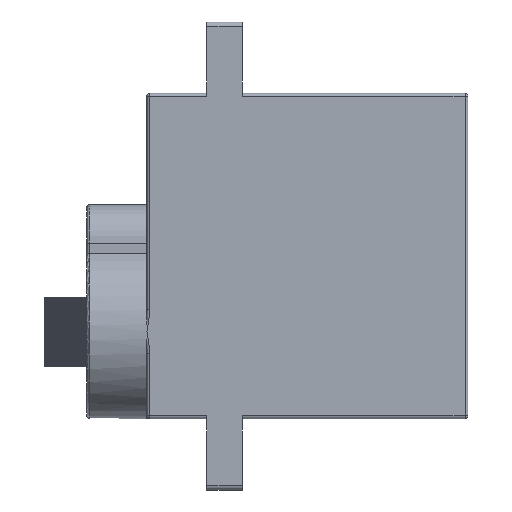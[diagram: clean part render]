
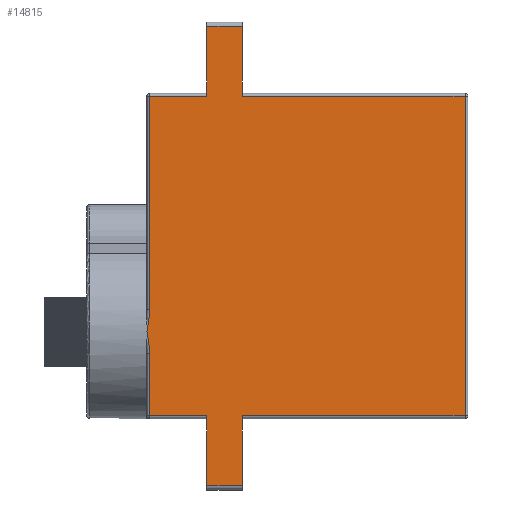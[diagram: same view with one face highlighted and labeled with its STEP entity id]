
A CAD part, left-side view. The second image highlights one B-rep face of the part: STEP entity #14815.
In plain terms, the highlighted planar face has unit normal (-1, 0, 0).
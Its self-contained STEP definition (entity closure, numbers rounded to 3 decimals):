
#33=B_SPLINE_CURVE_WITH_KNOTS('',3,(#27052,#27053,#27054,#27055,#27056,
#27057),.UNSPECIFIED.,.F.,.F.,(4,2,4),(-0.001,0.,0.155),
 .UNSPECIFIED.);
#34=B_SPLINE_CURVE_WITH_KNOTS('',3,(#27059,#27060,#27061,#27062,#27063,
#27064),.UNSPECIFIED.,.F.,.F.,(4,2,4),(0.3,0.456,
0.457),.UNSPECIFIED.);
#46=PLANE('',#17087);
#811=FACE_OUTER_BOUND('',#1606,.T.);
#1606=EDGE_LOOP('',(#13064,#13065,#13066,#13067,#13068,#13069,#13070,#13071,
#13072,#13073,#13074,#13075,#13076,#13077,#13078));
#2394=LINE('',#27017,#3207);
#2396=LINE('',#27023,#3209);
#2399=LINE('',#27034,#3212);
#2402=LINE('',#27040,#3215);
#2403=LINE('',#27042,#3216);
#2404=LINE('',#27044,#3217);
#2405=LINE('',#27046,#3218);
#2406=LINE('',#27048,#3219);
#2407=LINE('',#27050,#3220);
#2408=LINE('',#27066,#3221);
#2409=LINE('',#27068,#3222);
#2410=LINE('',#27070,#3223);
#2411=LINE('',#27071,#3224);
#3207=VECTOR('',#22317,10.);
#3209=VECTOR('',#22323,10.);
#3212=VECTOR('',#22334,10.);
#3215=VECTOR('',#22341,10.);
#3216=VECTOR('',#22342,10.);
#3217=VECTOR('',#22343,10.);
#3218=VECTOR('',#22344,10.);
#3219=VECTOR('',#22345,10.);
#3220=VECTOR('',#22346,10.);
#3221=VECTOR('',#22347,10.);
#3222=VECTOR('',#22348,10.);
#3223=VECTOR('',#22349,10.);
#3224=VECTOR('',#22350,10.);
#6245=VERTEX_POINT('',#26974);
#6251=VERTEX_POINT('',#26991);
#6258=VERTEX_POINT('',#27019);
#6263=VERTEX_POINT('',#27032);
#6264=VERTEX_POINT('',#27039);
#6265=VERTEX_POINT('',#27041);
#6266=VERTEX_POINT('',#27043);
#6267=VERTEX_POINT('',#27045);
#6268=VERTEX_POINT('',#27047);
#6269=VERTEX_POINT('',#27049);
#6270=VERTEX_POINT('',#27051);
#6271=VERTEX_POINT('',#27058);
#6272=VERTEX_POINT('',#27065);
#6273=VERTEX_POINT('',#27067);
#6274=VERTEX_POINT('',#27069);
#8534=EDGE_CURVE('',#6245,#6251,#2394,.T.);
#8537=EDGE_CURVE('',#6251,#6258,#2396,.T.);
#8542=EDGE_CURVE('',#6263,#6245,#2399,.T.);
#8545=EDGE_CURVE('',#6258,#6264,#2402,.T.);
#8546=EDGE_CURVE('',#6265,#6263,#2403,.T.);
#8547=EDGE_CURVE('',#6266,#6265,#2404,.T.);
#8548=EDGE_CURVE('',#6267,#6266,#2405,.T.);
#8549=EDGE_CURVE('',#6268,#6267,#2406,.T.);
#8550=EDGE_CURVE('',#6269,#6268,#2407,.T.);
#8551=EDGE_CURVE('',#6270,#6269,#33,.T.);
#8552=EDGE_CURVE('',#6271,#6270,#34,.T.);
#8553=EDGE_CURVE('',#6272,#6271,#2408,.T.);
#8554=EDGE_CURVE('',#6273,#6272,#2409,.T.);
#8555=EDGE_CURVE('',#6273,#6274,#2410,.T.);
#8556=EDGE_CURVE('',#6264,#6274,#2411,.T.);
#13064=ORIENTED_EDGE('',*,*,#8545,.F.);
#13065=ORIENTED_EDGE('',*,*,#8537,.F.);
#13066=ORIENTED_EDGE('',*,*,#8534,.F.);
#13067=ORIENTED_EDGE('',*,*,#8542,.F.);
#13068=ORIENTED_EDGE('',*,*,#8546,.F.);
#13069=ORIENTED_EDGE('',*,*,#8547,.F.);
#13070=ORIENTED_EDGE('',*,*,#8548,.F.);
#13071=ORIENTED_EDGE('',*,*,#8549,.F.);
#13072=ORIENTED_EDGE('',*,*,#8550,.F.);
#13073=ORIENTED_EDGE('',*,*,#8551,.F.);
#13074=ORIENTED_EDGE('',*,*,#8552,.F.);
#13075=ORIENTED_EDGE('',*,*,#8553,.F.);
#13076=ORIENTED_EDGE('',*,*,#8554,.F.);
#13077=ORIENTED_EDGE('',*,*,#8555,.T.);
#13078=ORIENTED_EDGE('',*,*,#8556,.F.);
#14815=ADVANCED_FACE('',(#811),#46,.T.);
#17087=AXIS2_PLACEMENT_3D('',#27038,#22339,#22340);
#22317=DIRECTION('',(0.,0.,-1.));
#22323=DIRECTION('',(0.,1.,0.));
#22334=DIRECTION('',(0.,-1.,0.));
#22339=DIRECTION('center_axis',(-1.,0.,0.));
#22340=DIRECTION('ref_axis',(0.,0.,1.));
#22341=DIRECTION('',(0.,0.,-1.));
#22342=DIRECTION('',(0.,0.,-1.));
#22343=DIRECTION('',(0.,-1.,0.));
#22344=DIRECTION('',(0.,0.,1.));
#22345=DIRECTION('',(0.,-1.,0.));
#22346=DIRECTION('',(0.,0.,1.));
#22347=DIRECTION('',(0.,0.,1.));
#22348=DIRECTION('',(0.,1.,0.));
#22349=DIRECTION('',(0.,0.,-1.));
#22350=DIRECTION('',(0.,1.,0.));
#26974=CARTESIAN_POINT('',(0.,0.2,22.6));
#26991=CARTESIAN_POINT('',(0.,0.2,0.2));
#27017=CARTESIAN_POINT('',(0.,0.2,5.7));
#27019=CARTESIAN_POINT('',(0.,15.8,0.2));
#27023=CARTESIAN_POINT('',(0.,0.,0.2));
#27032=CARTESIAN_POINT('',(0.,15.8,22.6));
#27034=CARTESIAN_POINT('',(0.,0.,22.6));
#27038=CARTESIAN_POINT('Origin',(0.,0.,0.));
#27039=CARTESIAN_POINT('',(0.,15.8,-4.7));
#27040=CARTESIAN_POINT('',(0.,15.8,0.));
#27041=CARTESIAN_POINT('',(0.,15.8,27.5));
#27042=CARTESIAN_POINT('',(0.,15.8,22.8));
#27043=CARTESIAN_POINT('',(0.,18.3,27.5));
#27044=CARTESIAN_POINT('',(0.,9.15,27.5));
#27045=CARTESIAN_POINT('',(0.,18.3,22.6));
#27046=CARTESIAN_POINT('',(0.,18.3,22.8));
#27047=CARTESIAN_POINT('',(0.,22.3,22.6));
#27048=CARTESIAN_POINT('',(0.,0.,22.6));
#27049=CARTESIAN_POINT('',(0.,22.3,7.649));
#27050=CARTESIAN_POINT('',(0.,22.3,5.7));
#27051=CARTESIAN_POINT('',(0.,22.5,6.1));
#27052=CARTESIAN_POINT('Ctrl Pts',(0.,22.5,6.1));
#27053=CARTESIAN_POINT('Ctrl Pts',(0.,22.499,
6.103));
#27054=CARTESIAN_POINT('Ctrl Pts',(0.,22.499,
6.107));
#27055=CARTESIAN_POINT('Ctrl Pts',(0.,22.406,
6.619));
#27056=CARTESIAN_POINT('Ctrl Pts',(0.,22.3,7.132));
#27057=CARTESIAN_POINT('Ctrl Pts',(0.,22.3,7.649));
#27058=CARTESIAN_POINT('',(0.,22.3,4.551));
#27059=CARTESIAN_POINT('Ctrl Pts',(0.,22.3,4.551));
#27060=CARTESIAN_POINT('Ctrl Pts',(0.,22.3,5.068));
#27061=CARTESIAN_POINT('Ctrl Pts',(0.,22.406,
5.581));
#27062=CARTESIAN_POINT('Ctrl Pts',(0.,22.499,
6.093));
#27063=CARTESIAN_POINT('Ctrl Pts',(0.,22.499,
6.096));
#27064=CARTESIAN_POINT('Ctrl Pts',(0.,22.5,6.1));
#27065=CARTESIAN_POINT('',(0.,22.3,0.2));
#27066=CARTESIAN_POINT('',(0.,22.3,5.7));
#27067=CARTESIAN_POINT('',(0.,18.3,0.2));
#27068=CARTESIAN_POINT('',(0.,0.,0.2));
#27069=CARTESIAN_POINT('',(0.,18.3,-4.7));
#27070=CARTESIAN_POINT('',(0.,18.3,0.));
#27071=CARTESIAN_POINT('',(0.,9.15,-4.7));
